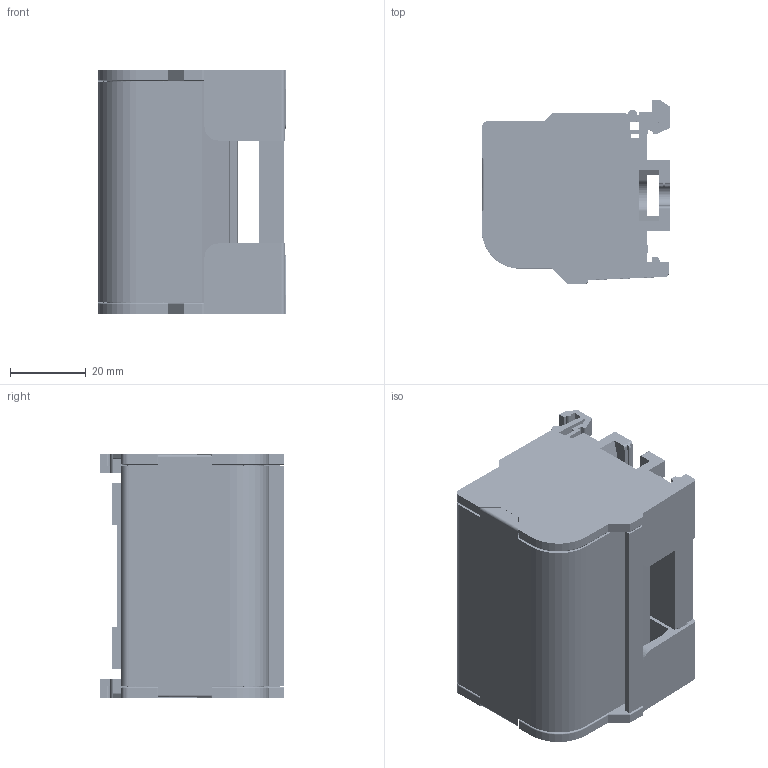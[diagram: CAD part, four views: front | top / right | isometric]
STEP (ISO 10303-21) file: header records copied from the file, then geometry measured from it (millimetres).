
FILE_DESCRIPTION(/* description */ (''),/* implementation_level */ '2;1');
FILE_NAME(/* name */ 'x_stp.stp',/* time_stamp */ '2021-12-03T09:48:46+08:00',/* author */ (''),/* organization */ (''),/* preprocessor_version */ 'ST-DEVELOPER v16',/* originating_system */ 'SIEMENS PLM Software NX 10.0',/* authorisation */ '');
FILE_SCHEMA (('AUTOMOTIVE_DESIGN { 1 0 10303 214 3 1 1 1 }'));
Products named in the file (1): Admi31609443in8d
Bounding box: 49.8 x 48.7 x 64.2 mm (x, y, z)
Volume: 39049 mm3; surface area: 47494.7 mm2
Topology: 22 solids, 22 shells, 1412 faces, 3812 edges, 2444 vertices
Faces by surface type: plane 812, cylinder 316, bspline 148, cone 56, torus 54, sphere 26
Full cylindrical faces by diameter (mm): 5.2 x14, 6.8 x14, 7.5 x2, 8.5 x2
Entity records: 141324 total; most frequent: CARTESIAN_POINT 107904, ORIENTED_EDGE 7328, DIRECTION 6012, EDGE_CURVE 3664, VERTEX_POINT 2398, LINE 2216, VECTOR 2216, AXIS2_PLACEMENT_3D 1898
